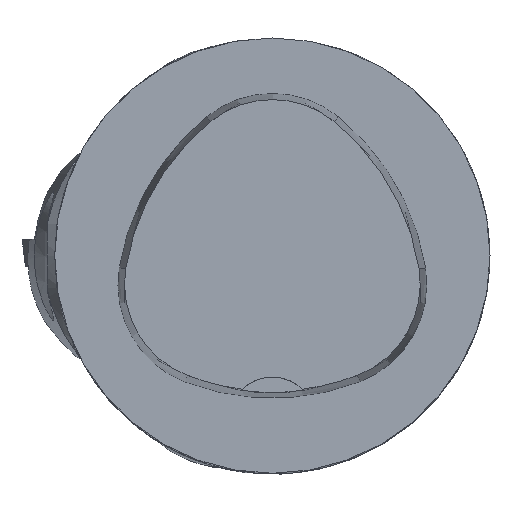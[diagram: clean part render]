
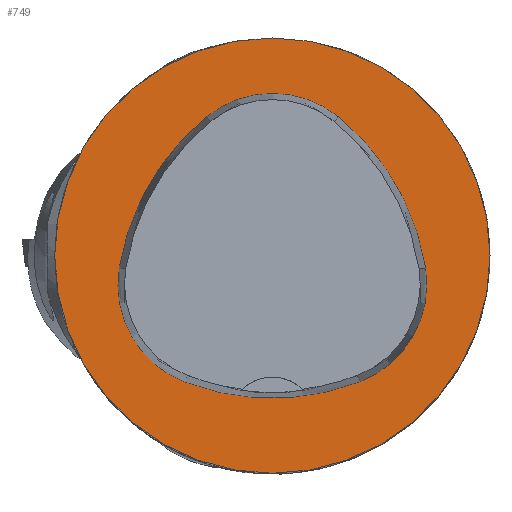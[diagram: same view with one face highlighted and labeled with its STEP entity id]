
A CAD part, top view. The second image highlights one B-rep face of the part: STEP entity #749.
In plain terms, the highlighted planar face has unit normal (0, 0, 1).
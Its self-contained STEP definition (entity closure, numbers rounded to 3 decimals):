
#639=FACE_BOUND('',#1734,.T.);
#640=FACE_BOUND('',#1735,.T.);
#749=ADVANCED_FACE('',(#639,#640),#1094,.T.);
#1094=PLANE('',#6745);
#1734=EDGE_LOOP('',(#2244,#2245,#2246,#2247,#2248,#2249));
#1735=EDGE_LOOP('',(#2250));
#2244=ORIENTED_EDGE('',*,*,#4709,.T.);
#2245=ORIENTED_EDGE('',*,*,#4689,.T.);
#2246=ORIENTED_EDGE('',*,*,#4693,.T.);
#2247=ORIENTED_EDGE('',*,*,#4696,.T.);
#2248=ORIENTED_EDGE('',*,*,#4699,.T.);
#2249=ORIENTED_EDGE('',*,*,#4707,.T.);
#2250=ORIENTED_EDGE('',*,*,#4658,.F.);
#4024=VERTEX_POINT('',#9066);
#4055=VERTEX_POINT('',#9220);
#4056=VERTEX_POINT('',#9221);
#4059=VERTEX_POINT('',#9229);
#4061=VERTEX_POINT('',#9235);
#4063=VERTEX_POINT('',#9241);
#4070=VERTEX_POINT('',#9262);
#4658=EDGE_CURVE('',#4024,#4024,#5555,.T.);
#4689=EDGE_CURVE('',#4055,#4056,#5558,.T.);
#4693=EDGE_CURVE('',#4056,#4059,#5560,.T.);
#4696=EDGE_CURVE('',#4059,#4061,#5562,.T.);
#4699=EDGE_CURVE('',#4061,#4063,#5564,.T.);
#4707=EDGE_CURVE('',#4063,#4070,#5568,.T.);
#4709=EDGE_CURVE('',#4070,#4055,#5570,.T.);
#5555=CIRCLE('',#6706,25.);
#5558=CIRCLE('',#6723,28.);
#5560=CIRCLE('',#6726,12.);
#5562=CIRCLE('',#6729,28.);
#5564=CIRCLE('',#6732,12.);
#5568=CIRCLE('',#6737,28.);
#5570=CIRCLE('',#6740,12.);
#6706=AXIS2_PLACEMENT_3D('',#9065,#7394,#7395);
#6723=AXIS2_PLACEMENT_3D('',#9219,#7440,#7441);
#6726=AXIS2_PLACEMENT_3D('',#9228,#7448,#7449);
#6729=AXIS2_PLACEMENT_3D('',#9234,#7455,#7456);
#6732=AXIS2_PLACEMENT_3D('',#9240,#7462,#7463);
#6737=AXIS2_PLACEMENT_3D('',#9263,#7474,#7475);
#6740=AXIS2_PLACEMENT_3D('',#9266,#7480,#7481);
#6745=AXIS2_PLACEMENT_3D('',#9271,#7490,#7491);
#7394=DIRECTION('',(0.,0.,-1.));
#7395=DIRECTION('',(-1.,0.,0.));
#7440=DIRECTION('',(0.,0.,-1.));
#7441=DIRECTION('',(-1.,0.,0.));
#7448=DIRECTION('',(0.,0.,-1.));
#7449=DIRECTION('',(-1.,0.,0.));
#7455=DIRECTION('',(0.,0.,-1.));
#7456=DIRECTION('',(-1.,0.,0.));
#7462=DIRECTION('',(0.,0.,-1.));
#7463=DIRECTION('',(-1.,0.,0.));
#7474=DIRECTION('',(0.,0.,-1.));
#7475=DIRECTION('',(-1.,0.,0.));
#7480=DIRECTION('',(0.,0.,-1.));
#7481=DIRECTION('',(-1.,0.,0.));
#7490=DIRECTION('',(0.,0.,1.));
#7491=DIRECTION('',(1.,0.,0.));
#9065=CARTESIAN_POINT('',(0.,0.,0.));
#9066=CARTESIAN_POINT('',(-25.,0.,0.));
#9219=CARTESIAN_POINT('',(10.068,-5.824,0.));
#9220=CARTESIAN_POINT('',(-17.584,-1.424,0.));
#9221=CARTESIAN_POINT('',(-7.531,15.953,0.));
#9228=CARTESIAN_POINT('',(0.011,6.62,0.));
#9229=CARTESIAN_POINT('',(7.567,15.942,0.));
#9234=CARTESIAN_POINT('',(-10.063,-5.81,0.));
#9235=CARTESIAN_POINT('',(17.59,-1.418,0.));
#9240=CARTESIAN_POINT('',(5.739,-3.3,0.));
#9241=CARTESIAN_POINT('',(10.05,-14.499,0.));
#9262=CARTESIAN_POINT('',(-10.025,-14.516,0.));
#9263=CARTESIAN_POINT('',(-0.01,11.631,0.));
#9266=CARTESIAN_POINT('',(-5.733,-3.31,0.));
#9271=CARTESIAN_POINT('',(0.,0.,0.));
